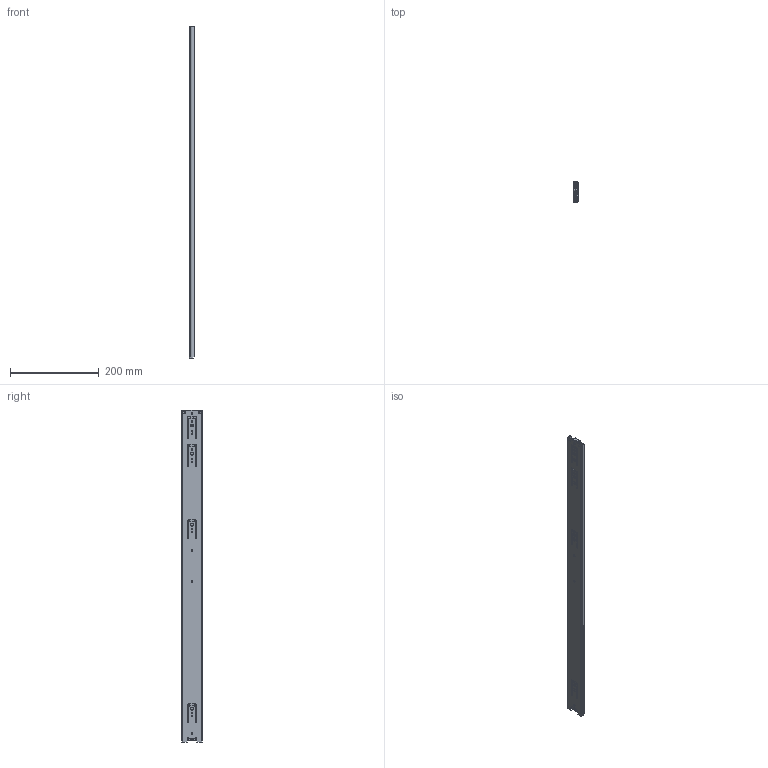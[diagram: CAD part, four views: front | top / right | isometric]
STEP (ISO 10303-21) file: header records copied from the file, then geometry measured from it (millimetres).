
FILE_DESCRIPTION (( 'STEP AP214' ), '1' );
FILE_NAME ('FR_5000_OE.0750mm_30inch_closed.STEP', '2022-10-24T09:03:06', ( '' ), ( '' ), 'SwSTEP 2.0', 'SolidWorks 2020', '' );
FILE_SCHEMA (( 'AUTOMOTIVE_DESIGN' ));
Length unit declared in the file: millimetre
Products named in the file (11): 5000.XXX-03.T030_NL  750; 5000 MIDDLE STOP NEW; 5000.XXX-02.T030_NL  750; 5000.XXX-01.T030_NL  750; 5000 RIVET; 5000 DETENT; FR_5000_OE.0750mm_30inch_closed; 5000 TRIGGER
Assembly tree (10 placements, depth 3):
  FR_5000_OE.0750mm_30inch_closed
    5000.XXX-01.T030_NL  750
      5000.XXX-01.T030_NL  750
      5000 DETENT
    5000.XXX-02.T030_NL  750
      5000.XXX-02.T030_NL  750
      5000 MIDDLE STOP NEW
    5000.XXX-03.T030_NL  750
      5000.XXX-03.T030_NL  750
      5000 TRIGGER
      5000 RIVET
Bounding box: 12.3 x 45.7 x 750 mm (x, y, z)
Volume: 138991.1 mm3; surface area: 226663.4 mm2
Topology: 7 solids, 7 shells, 809 faces, 2084 edges, 1287 vertices
Faces by surface type: plane 417, cylinder 348, bspline 36, cone 6, torus 2
Entity records: 26117 total; most frequent: CARTESIAN_POINT 5797, DIRECTION 4247, ORIENTED_EDGE 4162, EDGE_CURVE 2081, AXIS2_PLACEMENT_3D 1495, VERTEX_POINT 1287, VECTOR 1257, LINE 1257
